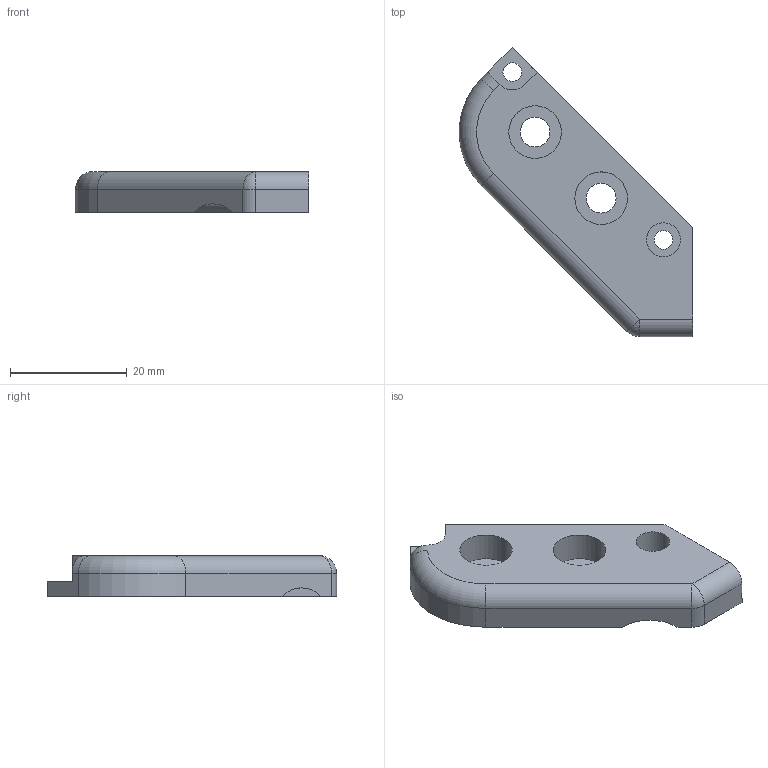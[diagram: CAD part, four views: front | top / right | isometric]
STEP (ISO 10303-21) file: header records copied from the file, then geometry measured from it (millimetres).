
FILE_DESCRIPTION (( 'STEP AP203' ), '1' );
FILE_NAME ('z_table_bearing_mount_bottom_cap.STEP', '2019-06-25T20:16:02', ( '' ), ( '' ), 'SwSTEP 2.0', 'SolidWorks 2018', '' );
FILE_SCHEMA (( 'CONFIG_CONTROL_DESIGN' ));
Length unit declared in the file: millimetre
Products named in the file (1): z_table_bearing_mount_bottom_cap
Bounding box: 39.92 x 49.5 x 6.95 mm (x, y, z)
Volume: 5819.9 mm3; surface area: 3250.6 mm2
Topology: 1 solids, 1 shells, 37 faces, 91 edges, 58 vertices
Faces by surface type: cylinder 21, plane 14, sphere 1, torus 1
Entity records: 1191 total; most frequent: DIRECTION 207, CARTESIAN_POINT 189, ORIENTED_EDGE 180, EDGE_CURVE 90, AXIS2_PLACEMENT_3D 80, VERTEX_POINT 58, EDGE_LOOP 48, VECTOR 47
